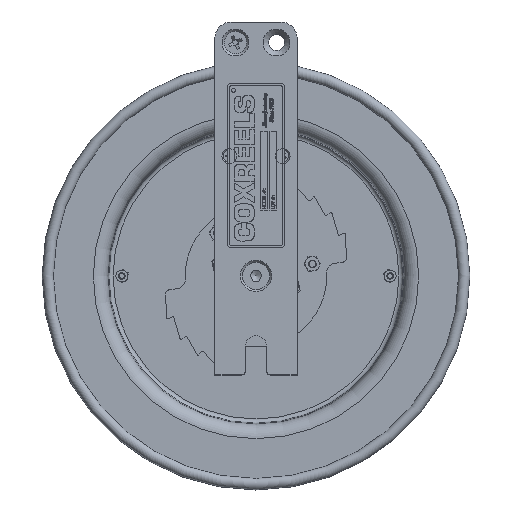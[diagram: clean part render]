
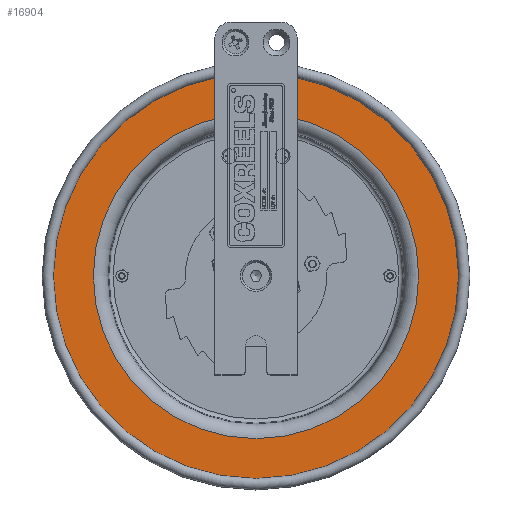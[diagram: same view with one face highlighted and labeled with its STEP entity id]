
A CAD part, top view. The second image highlights one B-rep face of the part: STEP entity #16904.
In plain terms, the highlighted planar face has unit normal (0, 0, 1).
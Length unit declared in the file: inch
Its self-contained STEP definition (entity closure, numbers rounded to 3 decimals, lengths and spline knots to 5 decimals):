
#1118=FACE_BOUND('',#2407,.T.);
#1526=CIRCLE('',#17631,4.94502);
#1527=CIRCLE('',#17633,6.325);
#1914=FACE_OUTER_BOUND('',#2406,.T.);
#2406=EDGE_LOOP('',(#14229));
#2407=EDGE_LOOP('',(#14230));
#7794=VERTEX_POINT('',#25644);
#7795=VERTEX_POINT('',#25647);
#10840=EDGE_CURVE('',#7794,#7794,#1526,.T.);
#10841=EDGE_CURVE('',#7795,#7795,#1527,.T.);
#14229=ORIENTED_EDGE('',*,*,#10841,.F.);
#14230=ORIENTED_EDGE('',*,*,#10840,.T.);
#16258=PLANE('',#17632);
#16904=ADVANCED_FACE('',(#1914,#1118),#16258,.T.);
#17631=AXIS2_PLACEMENT_3D('',#25645,#19838,#19839);
#17632=AXIS2_PLACEMENT_3D('',#25646,#19840,#19841);
#17633=AXIS2_PLACEMENT_3D('',#25648,#19842,#19843);
#19838=DIRECTION('center_axis',(0.,0.,
-1.));
#19839=DIRECTION('ref_axis',(1.,0.,0.));
#19840=DIRECTION('center_axis',(0.,0.,
1.));
#19841=DIRECTION('ref_axis',(0.,-1.,0.));
#19842=DIRECTION('center_axis',(0.,0.,
-1.));
#19843=DIRECTION('ref_axis',(1.,0.,0.));
#25644=CARTESIAN_POINT('',(4.94502,-2.38007,-0.6425));
#25645=CARTESIAN_POINT('Origin',(0.,-2.38007,
-0.6425));
#25646=CARTESIAN_POINT('Origin',(5.63501,-2.38007,-0.6425));
#25647=CARTESIAN_POINT('',(6.325,-2.38007,-0.6425));
#25648=CARTESIAN_POINT('Origin',(0.,-2.38007,
-0.6425));
